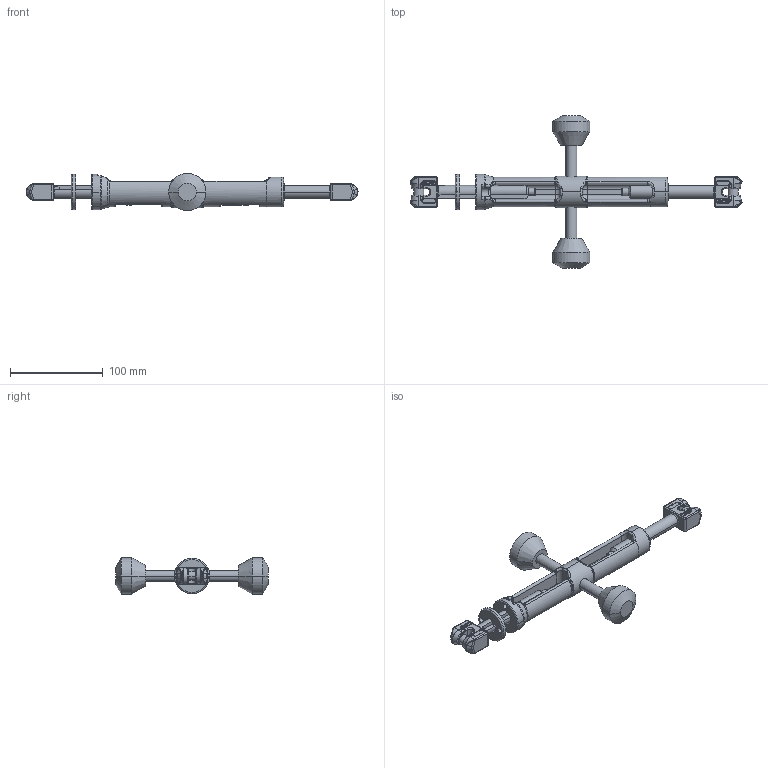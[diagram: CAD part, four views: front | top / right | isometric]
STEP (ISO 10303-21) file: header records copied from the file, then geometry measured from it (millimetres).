
FILE_DESCRIPTION((''),'2;1');
FILE_NAME('001-M34851-P-1_ASM','2013-11-18T',('Andreas.Wendler'),(''),'PRO/ENGINEER BY PARAMETRIC TECHNOLOGY CORPORATION, 2010140','PRO/ENGINEER BY PARAMETRIC TECHNOLOGY CORPORATION, 2010140','');
FILE_SCHEMA(('CONFIG_CONTROL_DESIGN'));
Length unit declared in the file: millimetre
Products named in the file (6): 001-M34847-P-1; 001-M34865-P-1; 001-M34532-P-1; 001-M34533-P-1; 001-M34536-P-1; 001-M34851-P-1_ASM
Assembly tree (5 placements, depth 2):
  001-M34851-P-1_ASM
    001-M34847-P-1
    001-M34865-P-1
    001-M34532-P-1
    001-M34533-P-1
    001-M34536-P-1
Bounding box: 357 x 164 x 40 mm (x, y, z)
Volume: 233940.3 mm3; surface area: 64527.4 mm2
Topology: 5 solids, 5 shells, 1032 faces, 2672 edges, 1688 vertices
Faces by surface type: plane 620, cylinder 164, torus 98, bspline 95, cone 29, sphere 22, extrusion 4
Entity records: 34974 total; most frequent: CARTESIAN_POINT 9979, ORIENTED_EDGE 5344, DIRECTION 4933, EDGE_CURVE 2672, VECTOR 1883, LINE 1879, VERTEX_POINT 1688, AXIS2_PLACEMENT_3D 1525
